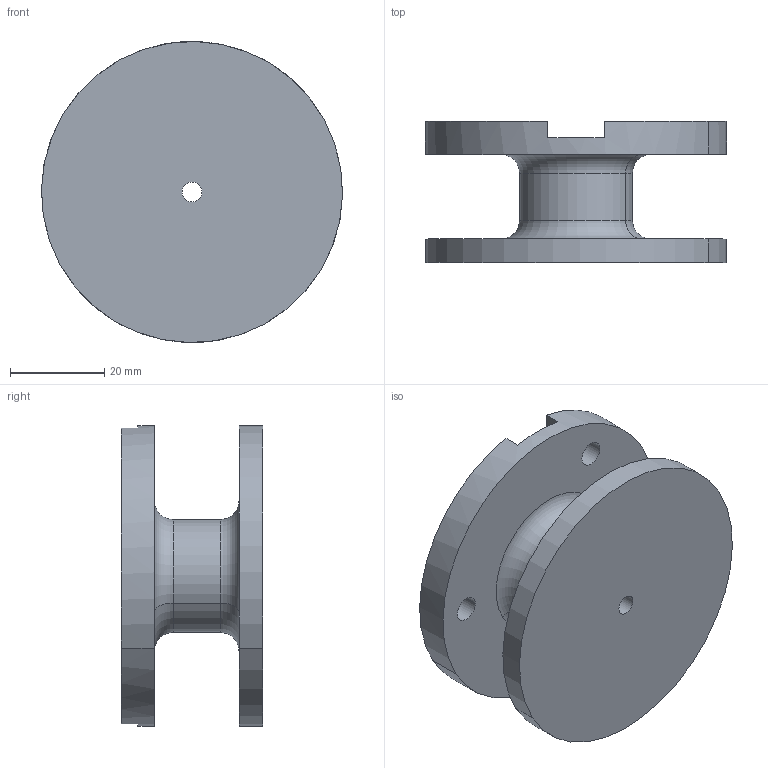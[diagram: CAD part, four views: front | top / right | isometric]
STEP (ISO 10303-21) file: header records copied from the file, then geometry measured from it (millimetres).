
FILE_DESCRIPTION(('CATIA V5 STEP Exchange'),'2;1');
FILE_NAME('ST_08021 (spacer V3).stp','2021-03-08T08:45:12+00:00',('none'),('none'),'CATIA Version 5 Release 19 SP 2 (IN-10)','CATIA V5 STEP AP203','none');
FILE_SCHEMA(('CONFIG_CONTROL_DESIGN'));
Length unit declared in the file: millimetre
Products named in the file (1): ST_08021
Bounding box: 63.99 x 30 x 63.98 mm (x, y, z)
Volume: 43761 mm3; surface area: 16383.9 mm2
Topology: 1 solids, 1 shells, 26 faces, 62 edges, 40 vertices
Faces by surface type: cylinder 14, plane 8, torus 4
Entity records: 747 total; most frequent: ORIENTED_EDGE 124, CARTESIAN_POINT 120, DIRECTION 96, EDGE_CURVE 62, AXIS2_PLACEMENT_3D 58, CIRCLE 40, VERTEX_POINT 40, EDGE_LOOP 36
